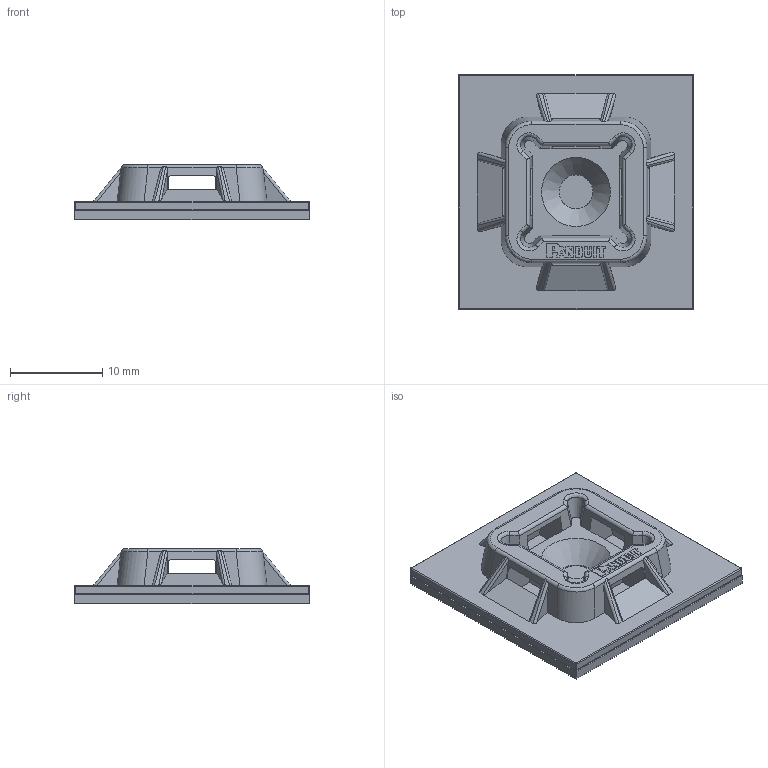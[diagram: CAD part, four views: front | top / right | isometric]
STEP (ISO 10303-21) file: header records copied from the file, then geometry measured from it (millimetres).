
FILE_DESCRIPTION(/* description */ (''),/* implementation_level */ '2;1');
FILE_NAME(/* name */ 'PANDUIT_ABM100-AT',/* time_stamp */ '2012-02-10T14:52:55-06:00',/* author */ (''),/* organization */ (''),/* preprocessor_version */ 'ST-DEVELOPER v9',/* originating_system */ 'UGS - NX 3.0',/* authorisation */ '');
FILE_SCHEMA (('CONFIG_CONTROL_DESIGN'));
Length unit declared in the file: inch
Products named in the file (1): bwgA90E6q6i
Bounding box: 25.4 x 25.4 x 6.05 mm (x, y, z)
Volume: 1727.8 mm3; surface area: 3206.5 mm2
Topology: 2 solids, 2 shells, 247 faces, 679 edges, 426 vertices
Faces by surface type: plane 157, cylinder 69, sphere 8, bspline 8, cone 5
Full cylindrical faces by diameter (mm): 3.683 x1
Entity records: 8241 total; most frequent: CARTESIAN_POINT 1889, ORIENTED_EDGE 1334, DIRECTION 1269, EDGE_CURVE 667, LINE 493, VECTOR 493, VERTEX_POINT 424, AXIS2_PLACEMENT_3D 388
